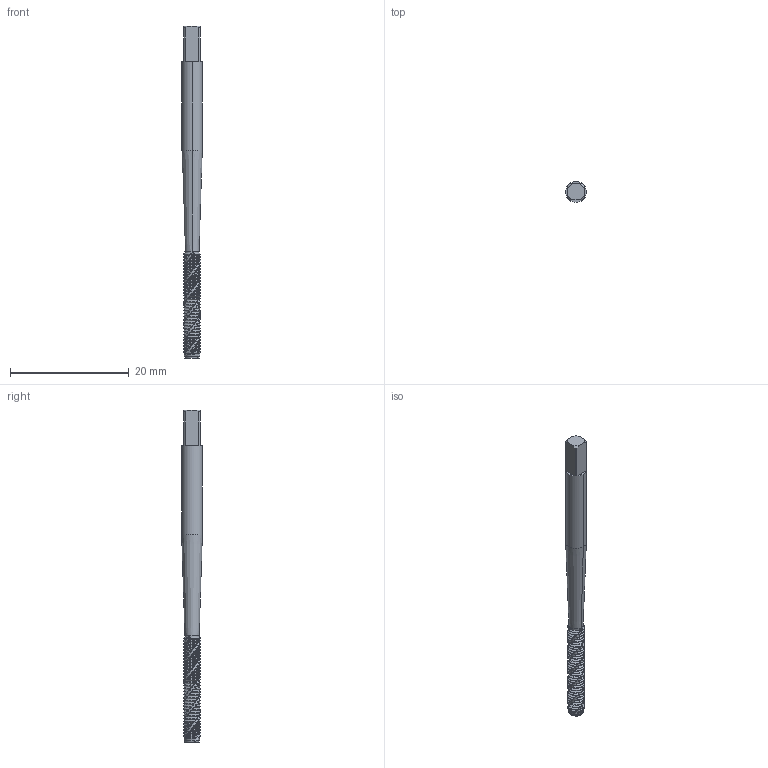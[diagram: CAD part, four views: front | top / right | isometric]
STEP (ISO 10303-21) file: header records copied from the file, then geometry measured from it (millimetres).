
FILE_DESCRIPTION(('no description'),'unknown implementation level');
FILE_NAME('solid1gLqmp1nBapm6RGoun1zelKvZw4_1.STP',' ',('CIM GmbH Aachen'),('CADClick - KiM GmbH - www.kimweb.de'),'unknown preprocess','ACIS','unknown authorization');
FILE_SCHEMA(('automotive_design'));
Length unit declared in the file: millimetre
Products named in the file (2): 1; 2
Bounding box: 3.5 x 3.5 x 56 mm (x, y, z)
Volume: 401.3 mm3; surface area: 885.4 mm2
Topology: 2 solids, 2 shells, 719 faces, 2022 edges, 1305 vertices
Faces by surface type: cone 363, cylinder 330, plane 17, bspline 6, revolution 3
Entity records: 56318 total; most frequent: CARTESIAN_POINT 16513, STYLED_ITEM 4046, PRESENTATION_STYLE_ASSIGNMENT 4046, COLOUR_RGB 4046, ORIENTED_EDGE 4040, DIRECTION 3316, EDGE_CURVE 2020, CURVE_STYLE 2020
